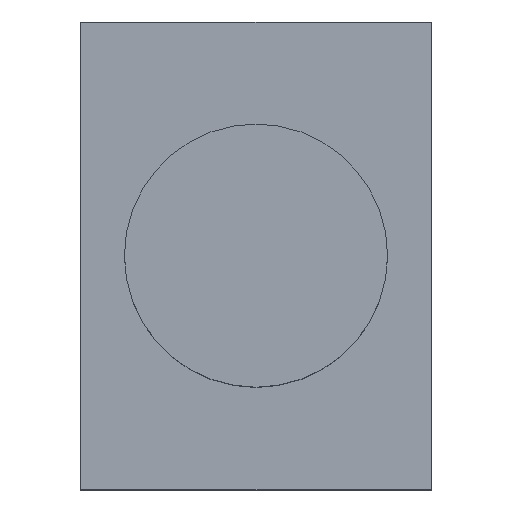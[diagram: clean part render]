
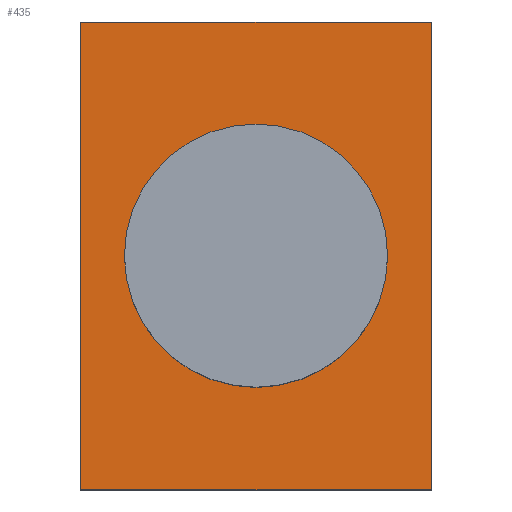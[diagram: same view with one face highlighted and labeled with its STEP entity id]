
A CAD part, top view. The second image highlights one B-rep face of the part: STEP entity #435.
In plain terms, the highlighted planar face has unit normal (0, 0, 1).
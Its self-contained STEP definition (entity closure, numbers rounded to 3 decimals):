
#16 = LINE ( 'NONE', #331, #126 ) ;
#19 = FACE_BOUND ( 'NONE', #262, .T. ) ;
#48 = DIRECTION ( 'NONE',  ( 0., 1., 0. ) ) ;
#78 = CIRCLE ( 'NONE', #307, 11.25 ) ;
#79 = CARTESIAN_POINT ( 'NONE',  ( -15., 20., 8. ) ) ;
#84 = DIRECTION ( 'NONE',  ( 1., 0., 0. ) ) ;
#91 = CARTESIAN_POINT ( 'NONE',  ( 15., 20., 8. ) ) ;
#108 = EDGE_CURVE ( 'NONE', #372, #291, #429, .T. ) ;
#115 = CARTESIAN_POINT ( 'NONE',  ( 15., 20., 8. ) ) ;
#120 = CARTESIAN_POINT ( 'NONE',  ( 0., 0., 8. ) ) ;
#126 = VECTOR ( 'NONE', #299, 1000. ) ;
#129 = CARTESIAN_POINT ( 'NONE',  ( 0., 0., 8. ) ) ;
#131 = EDGE_CURVE ( 'NONE', #235, #372, #338, .T. ) ;
#133 = DIRECTION ( 'NONE',  ( 0., 0., 1. ) ) ;
#138 = VERTEX_POINT ( 'NONE', #298 ) ;
#156 = ORIENTED_EDGE ( 'NONE', *, *, #373, .F. ) ;
#165 = CARTESIAN_POINT ( 'NONE',  ( -15., -20., 8. ) ) ;
#169 = EDGE_CURVE ( 'NONE', #291, #233, #16, .T. ) ;
#171 = DIRECTION ( 'NONE',  ( 0., 0., 1. ) ) ;
#192 = AXIS2_PLACEMENT_3D ( 'NONE', #120, #335, #414 ) ;
#194 = CARTESIAN_POINT ( 'NONE',  ( 15., -20., 8. ) ) ;
#195 = EDGE_CURVE ( 'NONE', #233, #235, #376, .T. ) ;
#218 = ORIENTED_EDGE ( 'NONE', *, *, #131, .T. ) ;
#228 = VECTOR ( 'NONE', #48, 1000. ) ;
#233 = VERTEX_POINT ( 'NONE', #272 ) ;
#235 = VERTEX_POINT ( 'NONE', #165 ) ;
#242 = DIRECTION ( 'NONE',  ( 1., 0., 0. ) ) ;
#243 = FACE_OUTER_BOUND ( 'NONE', #384, .T. ) ;
#261 = DIRECTION ( 'NONE',  ( 0., -1., 0. ) ) ;
#262 = EDGE_LOOP ( 'NONE', ( #156, #433 ) ) ;
#272 = CARTESIAN_POINT ( 'NONE',  ( -15., 20., 8. ) ) ;
#291 = VERTEX_POINT ( 'NONE', #91 ) ;
#298 = CARTESIAN_POINT ( 'NONE',  ( 11.25, 0., 8. ) ) ;
#299 = DIRECTION ( 'NONE',  ( -1., 0., 0. ) ) ;
#307 = AXIS2_PLACEMENT_3D ( 'NONE', #129, #133, #242 ) ;
#314 = VECTOR ( 'NONE', #84, 1000. ) ;
#331 = CARTESIAN_POINT ( 'NONE',  ( -15., 20., 8. ) ) ;
#335 = DIRECTION ( 'NONE',  ( 0., 0., 1. ) ) ;
#338 = LINE ( 'NONE', #366, #314 ) ;
#349 = AXIS2_PLACEMENT_3D ( 'NONE', #387, #171, #417 ) ;
#352 = ORIENTED_EDGE ( 'NONE', *, *, #169, .T. ) ;
#354 = VECTOR ( 'NONE', #261, 1000. ) ;
#366 = CARTESIAN_POINT ( 'NONE',  ( -15., -20., 8. ) ) ;
#372 = VERTEX_POINT ( 'NONE', #194 ) ;
#373 = EDGE_CURVE ( 'NONE', #388, #138, #374, .T. ) ;
#374 = CIRCLE ( 'NONE', #192, 11.25 ) ;
#376 = LINE ( 'NONE', #79, #354 ) ;
#380 = CARTESIAN_POINT ( 'NONE',  ( -11.25, 0., 8. ) ) ;
#384 = EDGE_LOOP ( 'NONE', ( #446, #218, #426, #352 ) ) ;
#387 = CARTESIAN_POINT ( 'NONE',  ( -15., -20., 8. ) ) ;
#388 = VERTEX_POINT ( 'NONE', #380 ) ;
#414 = DIRECTION ( 'NONE',  ( 1., 0., 0. ) ) ;
#417 = DIRECTION ( 'NONE',  ( 1., 0., 0. ) ) ;
#426 = ORIENTED_EDGE ( 'NONE', *, *, #108, .T. ) ;
#427 = PLANE ( 'NONE',  #349 ) ;
#429 = LINE ( 'NONE', #115, #228 ) ;
#433 = ORIENTED_EDGE ( 'NONE', *, *, #459, .F. ) ;
#435 = ADVANCED_FACE ( 'NONE', ( #243, #19 ), #427, .T. ) ;
#446 = ORIENTED_EDGE ( 'NONE', *, *, #195, .T. ) ;
#459 = EDGE_CURVE ( 'NONE', #138, #388, #78, .T. ) ;
